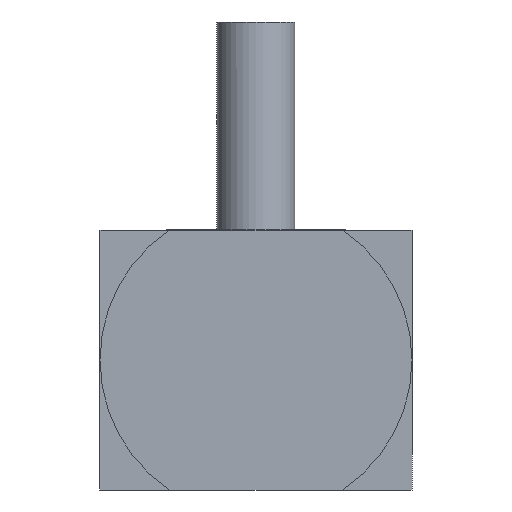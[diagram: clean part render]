
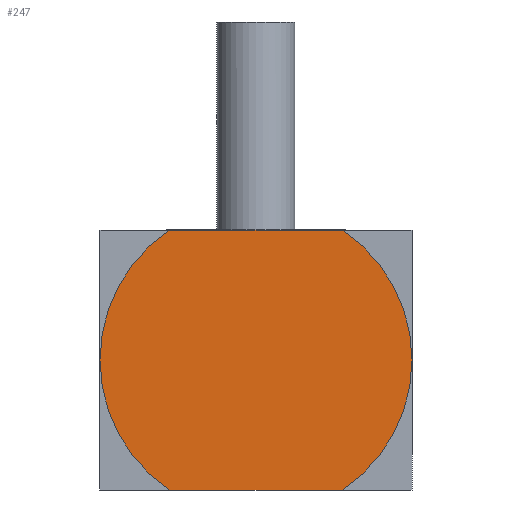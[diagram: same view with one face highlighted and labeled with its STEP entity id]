
A CAD part, front view. The second image highlights one B-rep face of the part: STEP entity #247.
In plain terms, the highlighted planar face has unit normal (0, -1, 0).
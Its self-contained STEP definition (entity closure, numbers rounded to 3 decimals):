
#20=PLANE('',#280);
#34=FACE_OUTER_BOUND('',#50,.T.);
#50=EDGE_LOOP('',(#192,#193,#194,#195));
#64=CIRCLE('',#275,6.);
#65=CIRCLE('',#281,6.);
#72=LINE('',#385,#97);
#77=LINE('',#394,#102);
#97=VECTOR('',#310,1.);
#102=VECTOR('',#317,1.);
#121=VERTEX_POINT('',#374);
#124=VERTEX_POINT('',#380);
#125=VERTEX_POINT('',#384);
#128=VERTEX_POINT('',#392);
#144=EDGE_CURVE('',#121,#124,#64,.T.);
#145=EDGE_CURVE('',#121,#125,#72,.T.);
#150=EDGE_CURVE('',#124,#128,#77,.T.);
#155=EDGE_CURVE('',#128,#125,#65,.T.);
#192=ORIENTED_EDGE('',*,*,#144,.T.);
#193=ORIENTED_EDGE('',*,*,#150,.T.);
#194=ORIENTED_EDGE('',*,*,#155,.T.);
#195=ORIENTED_EDGE('',*,*,#145,.F.);
#247=ADVANCED_FACE('',(#34),#20,.F.);
#275=AXIS2_PLACEMENT_3D('',#382,#306,#307);
#280=AXIS2_PLACEMENT_3D('',#403,#326,#327);
#281=AXIS2_PLACEMENT_3D('',#404,#328,#329);
#306=DIRECTION('center_axis',(0.,-1.,0.));
#307=DIRECTION('ref_axis',(1.,0.,0.));
#310=DIRECTION('',(1.,0.,0.));
#317=DIRECTION('',(1.,0.,0.));
#326=DIRECTION('center_axis',(0.,1.,0.));
#327=DIRECTION('ref_axis',(0.,0.,1.));
#328=DIRECTION('center_axis',(0.,-1.,0.));
#329=DIRECTION('ref_axis',(1.,0.,0.));
#374=CARTESIAN_POINT('',(-3.317,-17.,5.));
#380=CARTESIAN_POINT('',(-3.317,-17.,-5.));
#382=CARTESIAN_POINT('Origin',(0.,-17.,0.));
#384=CARTESIAN_POINT('',(3.317,-17.,5.));
#385=CARTESIAN_POINT('',(-3.317,-17.,5.));
#392=CARTESIAN_POINT('',(3.317,-17.,-5.));
#394=CARTESIAN_POINT('',(-3.317,-17.,-5.));
#403=CARTESIAN_POINT('Origin',(0.,-17.,0.));
#404=CARTESIAN_POINT('Origin',(0.,-17.,0.));
